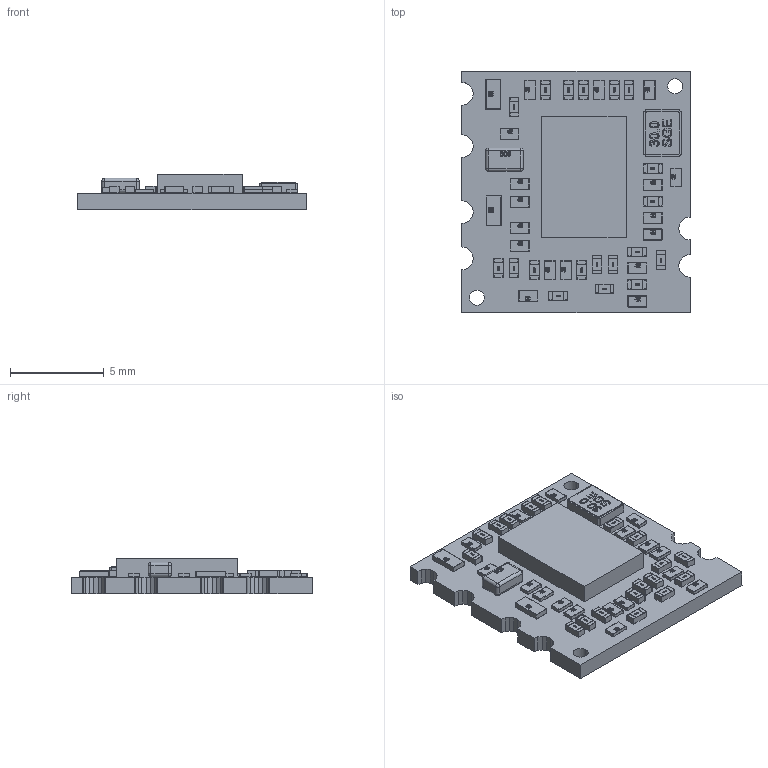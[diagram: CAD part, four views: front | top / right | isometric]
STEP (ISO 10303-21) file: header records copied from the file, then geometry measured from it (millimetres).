
FILE_DESCRIPTION (( 'STEP AP203' ), '1' );
FILE_NAME ('User Library-JCX12.STEP', '2022-09-04T11:12:51', ( '' ), ( '' ), 'SwSTEP 2.0', 'SolidWorks 2022', '' );
FILE_SCHEMA (( 'CONFIG_CONTROL_DESIGN' ));
Length unit declared in the file: millimetre
Products named in the file (10): SX-2520; RES0402; Extruded; User Library-JCX12; Board; CAP0402; 1291448688; CAP0603; CAP0805; Free-Models
Assembly tree (44 placements, depth 4):
  User Library-JCX12
    Board
    Free-Models
      CAP0402  x17
      RES0402  x19
      CAP0603  x2
      CAP0805
      SX-2520
      1291448688
        Extruded
Bounding box: 12.2 x 12.9 x 1.89 mm (x, y, z)
Volume: 176.2 mm3; surface area: 580.5 mm2
Topology: 99 solids, 99 shells, 3375 faces, 8211 edges, 5118 vertices
Faces by surface type: plane 1919, bspline 1204, cylinder 252
Entity records: 27806 total; most frequent: CARTESIAN_POINT 14401, ORIENTED_EDGE 2632, DIRECTION 1796, EDGE_CURVE 1316, LINE 854, VECTOR 854, VERTEX_POINT 848, EDGE_LOOP 558
